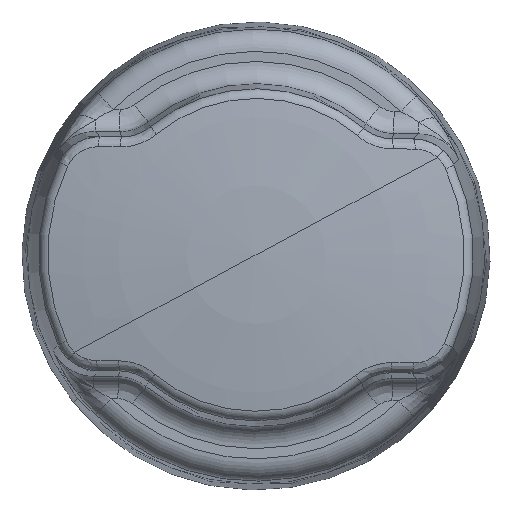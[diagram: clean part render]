
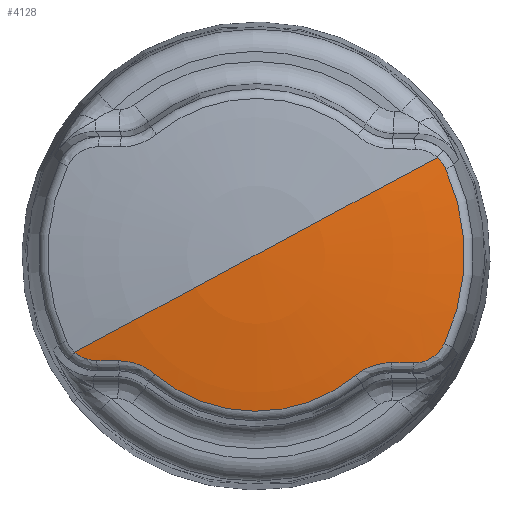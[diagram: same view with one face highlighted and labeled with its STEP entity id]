
A CAD part, top view. The second image highlights one B-rep face of the part: STEP entity #4128.
In plain terms, the highlighted toroidal (fillet/blend) face has major radius 0.603 mm and minor radius 100 mm.
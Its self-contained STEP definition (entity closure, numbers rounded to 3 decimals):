
#3193=CARTESIAN_POINT('Vertex',(16.261,8.733,-15.809)) ;
#3463=CARTESIAN_POINT('Axis2P3D Location',(0.,0.,-114.202)) ;
#3468=CARTESIAN_POINT('Axis2P3D Location',(0.531,0.285,-114.202)) ;
#3472=CARTESIAN_POINT('Vertex',(0.,0.,-14.204)) ;
#3480=CARTESIAN_POINT('Vertex',(-16.261,-8.733,-15.809)) ;
#3483=CARTESIAN_POINT('Axis2P3D Location',(-0.531,-0.285,-114.202)) ;
#3656=CARTESIAN_POINT('Vertex',(-14.28,-9.491,-15.58)) ;
#3665=CARTESIAN_POINT('Vertex',(-12.307,-9.505,-15.325)) ;
#3669=CARTESIAN_POINT('Control Point',(-12.307,-9.505,-15.325)) ;
#3670=CARTESIAN_POINT('Control Point',(-12.385,-9.504,-15.335)) ;
#3671=CARTESIAN_POINT('Control Point',(-12.463,-9.503,-15.344)) ;
#3672=CARTESIAN_POINT('Control Point',(-12.542,-9.503,-15.354)) ;
#3673=CARTESIAN_POINT('Control Point',(-12.94,-9.5,-15.402)) ;
#3674=CARTESIAN_POINT('Control Point',(-13.335,-9.497,-15.452)) ;
#3675=CARTESIAN_POINT('Control Point',(-13.652,-9.495,-15.494)) ;
#3676=CARTESIAN_POINT('Control Point',(-13.967,-9.493,-15.536)) ;
#3677=CARTESIAN_POINT('Control Point',(-14.28,-9.491,-15.58)) ;
#3747=CARTESIAN_POINT('Vertex',(-9.08,-10.702,-15.108)) ;
#3751=CARTESIAN_POINT('Control Point',(-12.307,-9.505,-15.325)) ;
#3752=CARTESIAN_POINT('Control Point',(-12.027,-9.506,-15.292)) ;
#3753=CARTESIAN_POINT('Control Point',(-11.738,-9.528,-15.26)) ;
#3754=CARTESIAN_POINT('Control Point',(-11.438,-9.571,-15.231)) ;
#3755=CARTESIAN_POINT('Control Point',(-10.951,-9.681,-15.188)) ;
#3756=CARTESIAN_POINT('Control Point',(-10.442,-9.869,-15.154)) ;
#3757=CARTESIAN_POINT('Control Point',(-10.254,-9.95,-15.143)) ;
#3758=CARTESIAN_POINT('Control Point',(-9.9,-10.123,-15.125)) ;
#3759=CARTESIAN_POINT('Control Point',(-9.549,-10.342,-15.114)) ;
#3760=CARTESIAN_POINT('Control Point',(-9.387,-10.453,-15.11)) ;
#3761=CARTESIAN_POINT('Control Point',(-9.23,-10.574,-15.108)) ;
#3762=CARTESIAN_POINT('Control Point',(-9.08,-10.702,-15.108)) ;
#3780=CARTESIAN_POINT('Vertex',(8.926,-10.83,-15.108)) ;
#3783=CARTESIAN_POINT('Axis2P3D Location',(0.,0.,-15.108)) ;
#3856=CARTESIAN_POINT('Vertex',(12.17,-9.679,-15.325)) ;
#3860=CARTESIAN_POINT('Control Point',(8.926,-10.83,-15.108)) ;
#3861=CARTESIAN_POINT('Control Point',(8.968,-10.795,-15.108)) ;
#3862=CARTESIAN_POINT('Control Point',(9.011,-10.761,-15.108)) ;
#3863=CARTESIAN_POINT('Control Point',(9.055,-10.727,-15.109)) ;
#3864=CARTESIAN_POINT('Control Point',(9.259,-10.572,-15.111)) ;
#3865=CARTESIAN_POINT('Control Point',(9.471,-10.432,-15.115)) ;
#3866=CARTESIAN_POINT('Control Point',(9.64,-10.332,-15.121)) ;
#3867=CARTESIAN_POINT('Control Point',(10.095,-10.091,-15.14)) ;
#3868=CARTESIAN_POINT('Control Point',(10.545,-9.922,-15.169)) ;
#3869=CARTESIAN_POINT('Control Point',(10.821,-9.841,-15.19)) ;
#3870=CARTESIAN_POINT('Control Point',(11.264,-9.742,-15.228)) ;
#3871=CARTESIAN_POINT('Control Point',(11.686,-9.695,-15.271)) ;
#3872=CARTESIAN_POINT('Control Point',(11.85,-9.683,-15.288)) ;
#3873=CARTESIAN_POINT('Control Point',(12.011,-9.678,-15.307)) ;
#3874=CARTESIAN_POINT('Control Point',(12.17,-9.679,-15.325)) ;
#3926=CARTESIAN_POINT('Vertex',(14.143,-9.694,-15.58)) ;
#3930=CARTESIAN_POINT('Control Point',(14.143,-9.694,-15.58)) ;
#3931=CARTESIAN_POINT('Control Point',(14.076,-9.693,-15.571)) ;
#3932=CARTESIAN_POINT('Control Point',(14.009,-9.693,-15.561)) ;
#3933=CARTESIAN_POINT('Control Point',(13.942,-9.692,-15.552)) ;
#3934=CARTESIAN_POINT('Control Point',(13.551,-9.69,-15.499)) ;
#3935=CARTESIAN_POINT('Control Point',(13.158,-9.687,-15.447)) ;
#3936=CARTESIAN_POINT('Control Point',(12.83,-9.684,-15.405)) ;
#3937=CARTESIAN_POINT('Control Point',(12.501,-9.682,-15.365)) ;
#3938=CARTESIAN_POINT('Control Point',(12.17,-9.679,-15.325)) ;
#4008=CARTESIAN_POINT('Vertex',(16.901,-7.959,-15.85)) ;
#4012=CARTESIAN_POINT('Control Point',(16.901,-7.959,-15.85)) ;
#4013=CARTESIAN_POINT('Control Point',(16.801,-8.171,-15.85)) ;
#4014=CARTESIAN_POINT('Control Point',(16.68,-8.373,-15.846)) ;
#4015=CARTESIAN_POINT('Control Point',(16.541,-8.562,-15.839)) ;
#4016=CARTESIAN_POINT('Control Point',(16.218,-8.923,-15.818)) ;
#4017=CARTESIAN_POINT('Control Point',(15.841,-9.205,-15.784)) ;
#4018=CARTESIAN_POINT('Control Point',(15.634,-9.329,-15.763)) ;
#4019=CARTESIAN_POINT('Control Point',(15.214,-9.529,-15.718)) ;
#4020=CARTESIAN_POINT('Control Point',(14.78,-9.643,-15.665)) ;
#4021=CARTESIAN_POINT('Control Point',(14.566,-9.679,-15.638)) ;
#4022=CARTESIAN_POINT('Control Point',(14.353,-9.695,-15.609)) ;
#4023=CARTESIAN_POINT('Control Point',(14.143,-9.694,-15.58)) ;
#4041=CARTESIAN_POINT('Vertex',(17.013,7.717,-15.85)) ;
#4044=CARTESIAN_POINT('Axis2P3D Location',(0.,0.,-15.85)) ;
#4094=CARTESIAN_POINT('Control Point',(16.261,8.733,-15.809)) ;
#4095=CARTESIAN_POINT('Control Point',(16.448,8.568,-15.825)) ;
#4096=CARTESIAN_POINT('Control Point',(16.62,8.382,-15.837)) ;
#4097=CARTESIAN_POINT('Control Point',(16.775,8.175,-15.845)) ;
#4098=CARTESIAN_POINT('Control Point',(16.906,7.952,-15.85)) ;
#4099=CARTESIAN_POINT('Control Point',(17.012,7.717,-15.85)) ;
#4109=CARTESIAN_POINT('Control Point',(-14.28,-9.491,-15.58)) ;
#4110=CARTESIAN_POINT('Control Point',(-14.786,-9.487,-15.65)) ;
#4111=CARTESIAN_POINT('Control Point',(-15.31,-9.373,-15.716)) ;
#4112=CARTESIAN_POINT('Control Point',(-15.826,-9.118,-15.772)) ;
#4113=CARTESIAN_POINT('Control Point',(-16.261,-8.733,-15.809)) ;
#3464=DIRECTION('Axis2P3D Direction',(0.,0.,1.)) ;
#3465=DIRECTION('Axis2P3D XDirection',(0.881,0.473,0.)) ;
#3469=DIRECTION('Axis2P3D Direction',(0.473,-0.881,0.)) ;
#3484=DIRECTION('Axis2P3D Direction',(-0.473,0.881,0.)) ;
#3784=DIRECTION('Axis2P3D Direction',(0.,0.,-1.)) ;
#4045=DIRECTION('Axis2P3D Direction',(0.,0.,-1.)) ;
#3466=AXIS2_PLACEMENT_3D('Torus Axis2P3D',#3463,#3464,#3465) ;
#3470=AXIS2_PLACEMENT_3D('Circle Axis2P3D',#3468,#3469,$) ;
#3485=AXIS2_PLACEMENT_3D('Circle Axis2P3D',#3483,#3484,$) ;
#3785=AXIS2_PLACEMENT_3D('Circle Axis2P3D',#3783,#3784,$) ;
#4046=AXIS2_PLACEMENT_3D('Circle Axis2P3D',#4044,#4045,$) ;
#3471=CIRCLE('generated circle',#3470,100.) ;
#3486=CIRCLE('generated circle',#3485,100.) ;
#3786=CIRCLE('generated circle',#3785,14.034) ;
#4047=CIRCLE('generated circle',#4046,18.681) ;
#3474=EDGE_CURVE('',#3473,#3194,#3471,.F.) ;
#3487=EDGE_CURVE('',#3473,#3481,#3486,.F.) ;
#3678=EDGE_CURVE('',#3657,#3666,#3668,.F.) ;
#3763=EDGE_CURVE('',#3666,#3748,#3750,.T.) ;
#3787=EDGE_CURVE('',#3748,#3781,#3786,.F.) ;
#3875=EDGE_CURVE('',#3781,#3857,#3859,.T.) ;
#3939=EDGE_CURVE('',#3857,#3927,#3929,.F.) ;
#4024=EDGE_CURVE('',#3927,#4009,#4011,.F.) ;
#4048=EDGE_CURVE('',#4009,#4042,#4047,.F.) ;
#4100=EDGE_CURVE('',#4042,#3194,#4093,.F.) ;
#4114=EDGE_CURVE('',#3481,#3657,#4108,.F.) ;
#4116=ORIENTED_EDGE('',*,*,#3487,.T.) ;
#4117=ORIENTED_EDGE('',*,*,#4114,.T.) ;
#4118=ORIENTED_EDGE('',*,*,#3678,.T.) ;
#4119=ORIENTED_EDGE('',*,*,#3763,.T.) ;
#4120=ORIENTED_EDGE('',*,*,#3787,.T.) ;
#4121=ORIENTED_EDGE('',*,*,#3875,.T.) ;
#4122=ORIENTED_EDGE('',*,*,#3939,.T.) ;
#4123=ORIENTED_EDGE('',*,*,#4024,.T.) ;
#4124=ORIENTED_EDGE('',*,*,#4048,.T.) ;
#4125=ORIENTED_EDGE('',*,*,#4100,.T.) ;
#4126=ORIENTED_EDGE('',*,*,#3474,.F.) ;
#4115=EDGE_LOOP('',(#4116,#4117,#4118,#4119,#4120,#4121,#4122,#4123,#4124,#4125,#4126)) ;
#3194=VERTEX_POINT('',#3193) ;
#3473=VERTEX_POINT('',#3472) ;
#3481=VERTEX_POINT('',#3480) ;
#3657=VERTEX_POINT('',#3656) ;
#3666=VERTEX_POINT('',#3665) ;
#3748=VERTEX_POINT('',#3747) ;
#3781=VERTEX_POINT('',#3780) ;
#3857=VERTEX_POINT('',#3856) ;
#3927=VERTEX_POINT('',#3926) ;
#4009=VERTEX_POINT('',#4008) ;
#4042=VERTEX_POINT('',#4041) ;
#4128=ADVANCED_FACE('PartBody',(#4127),#3467,.T.) ;
#3668=B_SPLINE_CURVE_WITH_KNOTS('',5,(#3669,#3670,#3671,#3672,#3673,#3674,#3675,#3676,#3677),.UNSPECIFIED.,.F.,.U.,(6,3,6),(36.743,37.244,39.293),.UNSPECIFIED.) ;
#3750=B_SPLINE_CURVE_WITH_KNOTS('',5,(#3751,#3752,#3753,#3754,#3755,#3756,#3757,#3758,#3759,#3760,#3761,#3762),.UNSPECIFIED.,.F.,.U.,(6,3,3,6),(7.824,9.404,10.309,11.094),.UNSPECIFIED.) ;
#3859=B_SPLINE_CURVE_WITH_KNOTS('',5,(#3860,#3861,#3862,#3863,#3864,#3865,#3866,#3867,#3868,#3869,#3870,#3871,#3872,#3873,#3874),.UNSPECIFIED.,.F.,.U.,(6,3,3,3,6),(11.093,11.312,12.113,13.47,14.362),.UNSPECIFIED.) ;
#3929=B_SPLINE_CURVE_WITH_KNOTS('',5,(#3930,#3931,#3932,#3933,#3934,#3935,#3936,#3937,#3938),.UNSPECIFIED.,.F.,.U.,(6,3,6),(6.581,7.017,9.13),.UNSPECIFIED.) ;
#4011=B_SPLINE_CURVE_WITH_KNOTS('',5,(#4012,#4013,#4014,#4015,#4016,#4017,#4018,#4019,#4020,#4021,#4022,#4023),.UNSPECIFIED.,.F.,.U.,(6,3,3,6),(11.888,13.439,15.124,16.771),.UNSPECIFIED.) ;
#4093=B_SPLINE_CURVE_WITH_KNOTS('',5,(#4094,#4095,#4096,#4097,#4098,#4099),.UNSPECIFIED.,.F.,.U.,(6,6),(0.,1.704),.UNSPECIFIED.) ;
#4108=B_SPLINE_CURVE_WITH_KNOTS('',4,(#4109,#4110,#4111,#4112,#4113),.UNSPECIFIED.,.F.,.U.,(5,5),(11.745,14.923),.UNSPECIFIED.) ;
#3467=DEGENERATE_TOROIDAL_SURFACE('homeo Torus',#3466,0.602,100.,.T.) ;
#4127=FACE_OUTER_BOUND('',#4115,.T.) ;
